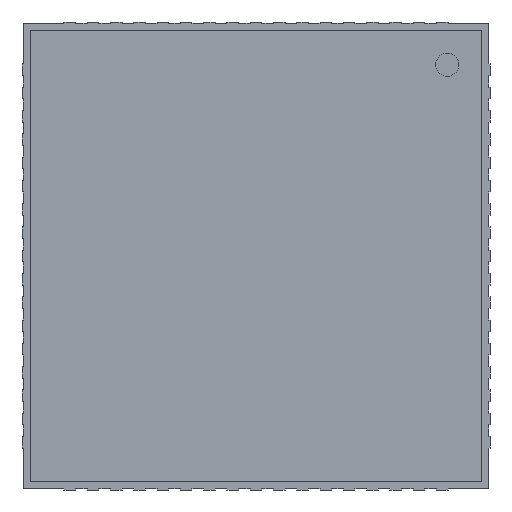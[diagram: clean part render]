
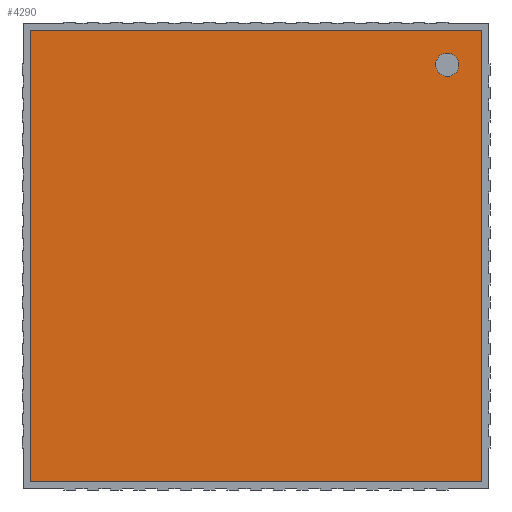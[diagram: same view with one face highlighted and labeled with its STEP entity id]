
A CAD part, front view. The second image highlights one B-rep face of the part: STEP entity #4290.
In plain terms, the highlighted planar face has unit normal (0, -1, 0).
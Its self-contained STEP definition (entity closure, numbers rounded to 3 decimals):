
#276 = LINE ( 'NONE', #8143, #9125 ) ;
#820 = AXIS2_PLACEMENT_3D ( 'NONE', #12176, #9232, #6316 ) ;
#955 = CARTESIAN_POINT ( 'NONE',  ( 0., 0., 0. ) ) ;
#2379 = FACE_BOUND ( 'NONE', #10521, .T. ) ;
#2738 = EDGE_CURVE ( 'NONE', #13326, #4297, #6746, .T. ) ;
#3031 = CARTESIAN_POINT ( 'NONE',  ( 3.283, 0., 3.283 ) ) ;
#3483 = VERTEX_POINT ( 'NONE', #5599 ) ;
#3792 = DIRECTION ( 'NONE',  ( 0., 1., 0. ) ) ;
#4041 = EDGE_CURVE ( 'NONE', #19003, #15614, #4402, .T. ) ;
#4290 = ADVANCED_FACE ( 'NONE', ( #2379, #6902 ), #11554, .F. ) ;
#4297 = VERTEX_POINT ( 'NONE', #16287 ) ;
#4402 = LINE ( 'NONE', #19642, #6265 ) ;
#5403 = VERTEX_POINT ( 'NONE', #14106 ) ;
#5599 = CARTESIAN_POINT ( 'NONE',  ( 3.283, 0., 3.083 ) ) ;
#6148 = DIRECTION ( 'NONE',  ( 0., -1., 0. ) ) ;
#6265 = VECTOR ( 'NONE', #15393, 1000. ) ;
#6316 = DIRECTION ( 'NONE',  ( 0., 0., -1. ) ) ;
#6342 = ORIENTED_EDGE ( 'NONE', *, *, #4041, .F. ) ;
#6644 = EDGE_CURVE ( 'NONE', #5403, #3483, #15343, .T. ) ;
#6648 = CARTESIAN_POINT ( 'NONE',  ( 0., 0., -3.875 ) ) ;
#6746 = LINE ( 'NONE', #6648, #12663 ) ;
#6902 = FACE_OUTER_BOUND ( 'NONE', #10332, .T. ) ;
#8143 = CARTESIAN_POINT ( 'NONE',  ( -3.875, 0., 0. ) ) ;
#8495 = AXIS2_PLACEMENT_3D ( 'NONE', #955, #3792, #17702 ) ;
#8757 = ORIENTED_EDGE ( 'NONE', *, *, #6644, .F. ) ;
#9125 = VECTOR ( 'NONE', #17337, 1000. ) ;
#9128 = EDGE_CURVE ( 'NONE', #3483, #5403, #16595, .T. ) ;
#9232 = DIRECTION ( 'NONE',  ( 0., -1., 0. ) ) ;
#9662 = DIRECTION ( 'NONE',  ( -1., 0., 0. ) ) ;
#9770 = CARTESIAN_POINT ( 'NONE',  ( 3.875, 0., 0. ) ) ;
#10318 = CARTESIAN_POINT ( 'NONE',  ( -3.875, 0., 3.875 ) ) ;
#10332 = EDGE_LOOP ( 'NONE', ( #13508, #6342, #13953, #18403 ) ) ;
#10521 = EDGE_LOOP ( 'NONE', ( #12562, #8757 ) ) ;
#11554 = PLANE ( 'NONE',  #8495 ) ;
#12176 = CARTESIAN_POINT ( 'NONE',  ( 3.283, 0., 3.283 ) ) ;
#12307 = DIRECTION ( 'NONE',  ( 0., 0., -1. ) ) ;
#12562 = ORIENTED_EDGE ( 'NONE', *, *, #9128, .F. ) ;
#12663 = VECTOR ( 'NONE', #9662, 1000. ) ;
#13292 = EDGE_CURVE ( 'NONE', #15614, #13326, #14223, .T. ) ;
#13326 = VERTEX_POINT ( 'NONE', #14012 ) ;
#13508 = ORIENTED_EDGE ( 'NONE', *, *, #13292, .F. ) ;
#13842 = CARTESIAN_POINT ( 'NONE',  ( 3.875, 0., 3.875 ) ) ;
#13953 = ORIENTED_EDGE ( 'NONE', *, *, #19831, .F. ) ;
#14012 = CARTESIAN_POINT ( 'NONE',  ( 3.875, 0., -3.875 ) ) ;
#14106 = CARTESIAN_POINT ( 'NONE',  ( 3.283, 0., 3.483 ) ) ;
#14201 = VECTOR ( 'NONE', #17246, 1000. ) ;
#14223 = LINE ( 'NONE', #9770, #14201 ) ;
#15343 = CIRCLE ( 'NONE', #15663, 0.2 ) ;
#15393 = DIRECTION ( 'NONE',  ( 1., 0., 0. ) ) ;
#15614 = VERTEX_POINT ( 'NONE', #13842 ) ;
#15663 = AXIS2_PLACEMENT_3D ( 'NONE', #3031, #6148, #12307 ) ;
#16287 = CARTESIAN_POINT ( 'NONE',  ( -3.875, 0., -3.875 ) ) ;
#16595 = CIRCLE ( 'NONE', #820, 0.2 ) ;
#17246 = DIRECTION ( 'NONE',  ( 0., 0., -1. ) ) ;
#17337 = DIRECTION ( 'NONE',  ( 0., 0., 1. ) ) ;
#17702 = DIRECTION ( 'NONE',  ( 0., 0., 1. ) ) ;
#18403 = ORIENTED_EDGE ( 'NONE', *, *, #2738, .F. ) ;
#19003 = VERTEX_POINT ( 'NONE', #10318 ) ;
#19642 = CARTESIAN_POINT ( 'NONE',  ( 0., 0., 3.875 ) ) ;
#19831 = EDGE_CURVE ( 'NONE', #4297, #19003, #276, .T. ) ;
